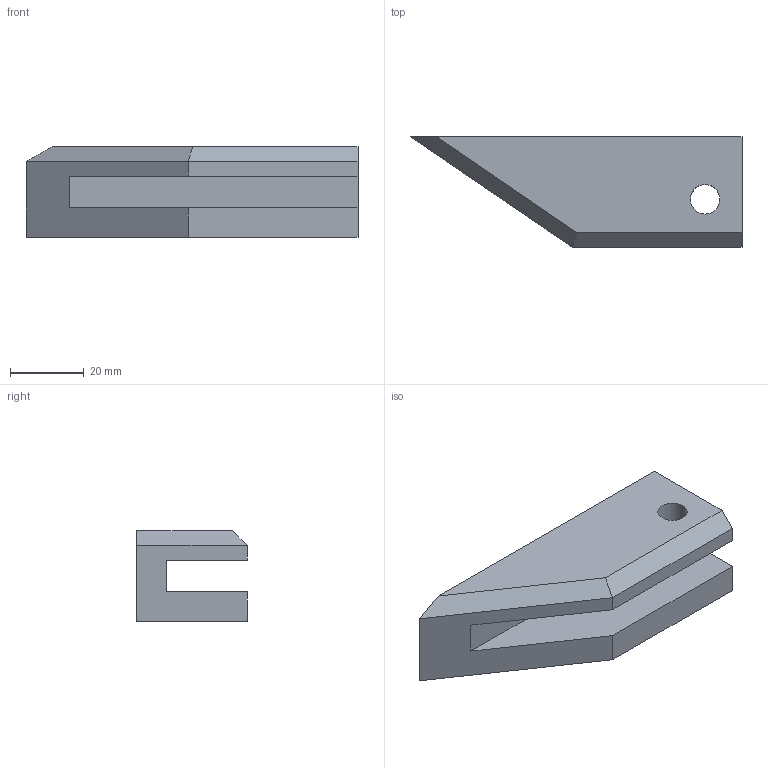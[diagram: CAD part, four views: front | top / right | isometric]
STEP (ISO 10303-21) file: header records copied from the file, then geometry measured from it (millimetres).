
FILE_DESCRIPTION(('FreeCAD Model'),'2;1');
FILE_NAME( 'Etrier support plaque immat.step' ,'2020-05-03T14:45:06',('Author'),(''), 'Open CASCADE STEP processor 7.3','FreeCAD','Unknown');
FILE_SCHEMA(('AUTOMOTIVE_DESIGN { 1 0 10303 214 1 1 1 1 }'));
Length unit declared in the file: millimetre
Products named in the file (1): Chamfer
Bounding box: 90 x 30 x 24.6 mm (x, y, z)
Volume: 36852.3 mm3; surface area: 11899.3 mm2
Topology: 1 solids, 1 shells, 14 faces, 35 edges, 23 vertices
Faces by surface type: plane 12, cylinder 2
Full cylindrical faces by diameter (mm): 8 x2
Entity records: 893 total; most frequent: CARTESIAN_POINT 167, DIRECTION 125, LINE 85, VECTOR 85, ORIENTED_EDGE 70, PCURVE 70, DEFINITIONAL_REPRESENTATION 70, EDGE_CURVE 35
